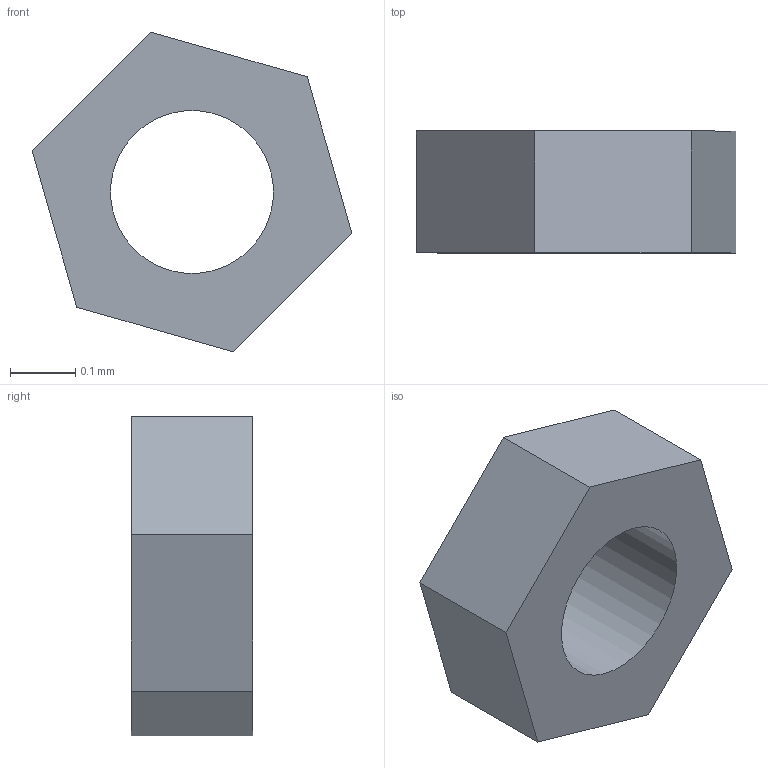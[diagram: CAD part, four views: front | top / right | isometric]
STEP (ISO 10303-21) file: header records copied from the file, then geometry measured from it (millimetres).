
FILE_DESCRIPTION(('produced by SPATIAL CORP'),'2;1');
FILE_NAME( 'nut_244_link1_43_link1_42_outer.hh.sat.stp','2002-04-12T11:50:50+00:00', ('SPATIAL CORP'),('SPATIAL CORP'),'ACIS STEP Husk', 'http://www.spatial.com','SPATIAL CORP');
FILE_SCHEMA(('CONFIG_CONTROL_DESIGN'));
Length unit declared in the file: millimetre
Products named in the file (1): PRODUCT_ID_1
Bounding box: 0.49 x 0.19 x 0.49 mm (x, y, z)
Volume: 0 mm3; surface area: 0.7 mm2
Topology: 1 solids, 1 shells, 10 faces, 24 edges, 16 vertices
Faces by surface type: plane 8, cylinder 2
Entity records: 366 total; most frequent: ORIENTED_EDGE 48, CARTESIAN_POINT 47, DIRECTION 42, EDGE_CURVE 24, VECTOR 20, LINE 20, VERTEX_POINT 16, EDGE_LOOP 12
